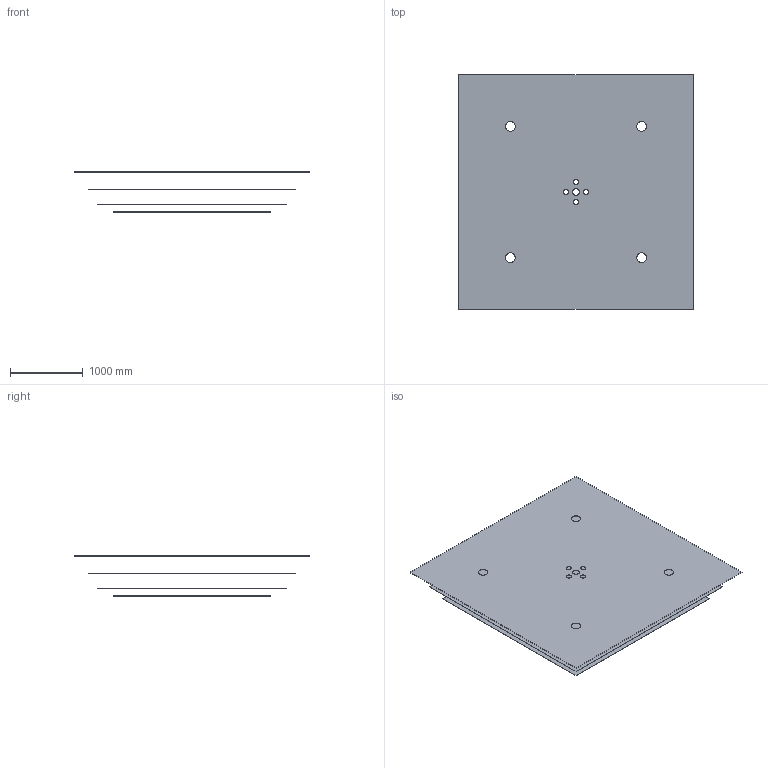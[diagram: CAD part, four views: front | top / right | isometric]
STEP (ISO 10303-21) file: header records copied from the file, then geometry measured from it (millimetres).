
FILE_DESCRIPTION (( 'STEP AP214' ), '1' );
FILE_NAME ('door_assem.STEP', '2024-06-13T21:36:03', ( '' ), ( '' ), 'SwSTEP 2.0', 'SolidWorks 2023', '' );
FILE_SCHEMA (( 'AUTOMOTIVE_DESIGN' ));
Length unit declared in the file: metre
Products named in the file (6): layer2_door; layer3_door; layer1_door; door_assem; layer5_door; MSR_door
Assembly tree (5 placements, depth 3):
  door_assem
    MSR_door
      layer1_door
      layer2_door
      layer3_door
      layer5_door
Bounding box: 3220 x 3220 x 551 mm (x, y, z)
Volume: 93900947.9 mm3; surface area: 58921891.1 mm2
Topology: 4 solids, 4 shells, 100 faces, 276 edges, 184 vertices
Faces by surface type: cylinder 76, plane 24
Entity records: 3604 total; most frequent: DIRECTION 646, CARTESIAN_POINT 569, ORIENTED_EDGE 552, EDGE_CURVE 276, AXIS2_PLACEMENT_3D 261, VERTEX_POINT 184, EDGE_LOOP 176, CIRCLE 152
